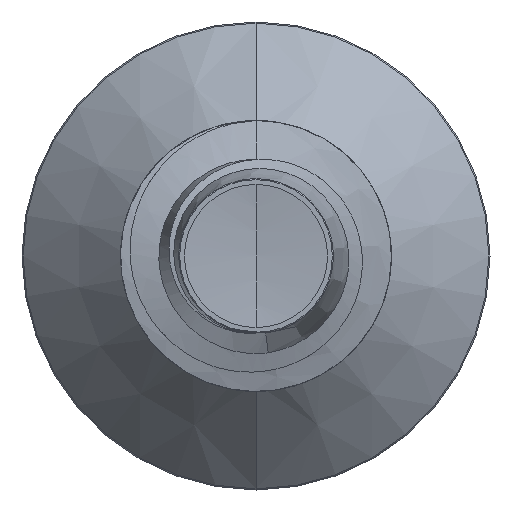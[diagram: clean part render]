
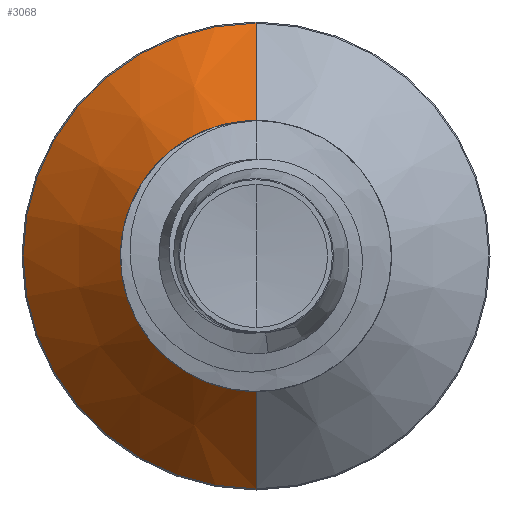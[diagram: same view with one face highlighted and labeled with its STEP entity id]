
A CAD part, front view. The second image highlights one B-rep face of the part: STEP entity #3068.
In plain terms, the highlighted conical face has half-angle 45 degrees and reference radius 1.034 mm.
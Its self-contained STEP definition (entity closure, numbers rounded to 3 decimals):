
#99 = VERTEX_POINT ( 'NONE', #15533 ) ;
#231 = ORIENTED_EDGE ( 'NONE', *, *, #5049, .T. ) ;
#530 = CARTESIAN_POINT ( 'NONE',  ( 0., 5.784, -1.034 ) ) ;
#851 = LINE ( 'NONE', #2399, #11147 ) ;
#952 = CARTESIAN_POINT ( 'NONE',  ( 0., 5.784, 0. ) ) ;
#990 = DIRECTION ( 'NONE',  ( 0., 1., 0. ) ) ;
#1012 = DIRECTION ( 'NONE',  ( 0., 0., 1. ) ) ;
#2118 = DIRECTION ( 'NONE',  ( 0., 1., 0. ) ) ;
#2399 = CARTESIAN_POINT ( 'NONE',  ( 0., 5.784, 1.034 ) ) ;
#2508 = FACE_OUTER_BOUND ( 'NONE', #3285, .T. ) ;
#2932 = ORIENTED_EDGE ( 'NONE', *, *, #11150, .F. ) ;
#3068 = ADVANCED_FACE ( 'NONE', ( #2508 ), #5577, .T. ) ;
#3082 = DIRECTION ( 'NONE',  ( 0., 0.707, 0.707 ) ) ;
#3234 = LINE ( 'NONE', #530, #9710 ) ;
#3285 = EDGE_LOOP ( 'NONE', ( #16148, #231, #12169, #2932 ) ) ;
#3301 = VERTEX_POINT ( 'NONE', #11954 ) ;
#5049 = EDGE_CURVE ( 'NONE', #3301, #14964, #13132, .T. ) ;
#5577 = CONICAL_SURFACE ( 'NONE', #15258, 1.034, 0.785 ) ;
#5835 = EDGE_CURVE ( 'NONE', #14964, #99, #851, .T. ) ;
#6444 = DIRECTION ( 'NONE',  ( 0., 1., 0. ) ) ;
#6670 = DIRECTION ( 'NONE',  ( 0., 0., 1. ) ) ;
#6840 = CARTESIAN_POINT ( 'NONE',  ( 0., 5.784, 0. ) ) ;
#7966 = CIRCLE ( 'NONE', #13462, 1.89 ) ;
#8918 = VERTEX_POINT ( 'NONE', #15318 ) ;
#9604 = DIRECTION ( 'NONE',  ( 0., 0.707, -0.707 ) ) ;
#9710 = VECTOR ( 'NONE', #9604, 1000. ) ;
#9856 = CARTESIAN_POINT ( 'NONE',  ( 0., 6.64, 0. ) ) ;
#11113 = DIRECTION ( 'NONE',  ( 0., 0., 1. ) ) ;
#11147 = VECTOR ( 'NONE', #3082, 1000. ) ;
#11150 = EDGE_CURVE ( 'NONE', #8918, #99, #7966, .T. ) ;
#11954 = CARTESIAN_POINT ( 'NONE',  ( 0., 5.784, -1.034 ) ) ;
#12169 = ORIENTED_EDGE ( 'NONE', *, *, #5835, .T. ) ;
#13132 = CIRCLE ( 'NONE', #13445, 1.034 ) ;
#13445 = AXIS2_PLACEMENT_3D ( 'NONE', #952, #990, #1012 ) ;
#13462 = AXIS2_PLACEMENT_3D ( 'NONE', #9856, #2118, #11113 ) ;
#13606 = EDGE_CURVE ( 'NONE', #3301, #8918, #3234, .T. ) ;
#14506 = CARTESIAN_POINT ( 'NONE',  ( 0., 5.784, 1.034 ) ) ;
#14964 = VERTEX_POINT ( 'NONE', #14506 ) ;
#15258 = AXIS2_PLACEMENT_3D ( 'NONE', #6840, #6444, #6670 ) ;
#15318 = CARTESIAN_POINT ( 'NONE',  ( 0., 6.64, -1.89 ) ) ;
#15533 = CARTESIAN_POINT ( 'NONE',  ( 0., 6.64, 1.89 ) ) ;
#16148 = ORIENTED_EDGE ( 'NONE', *, *, #13606, .F. ) ;
